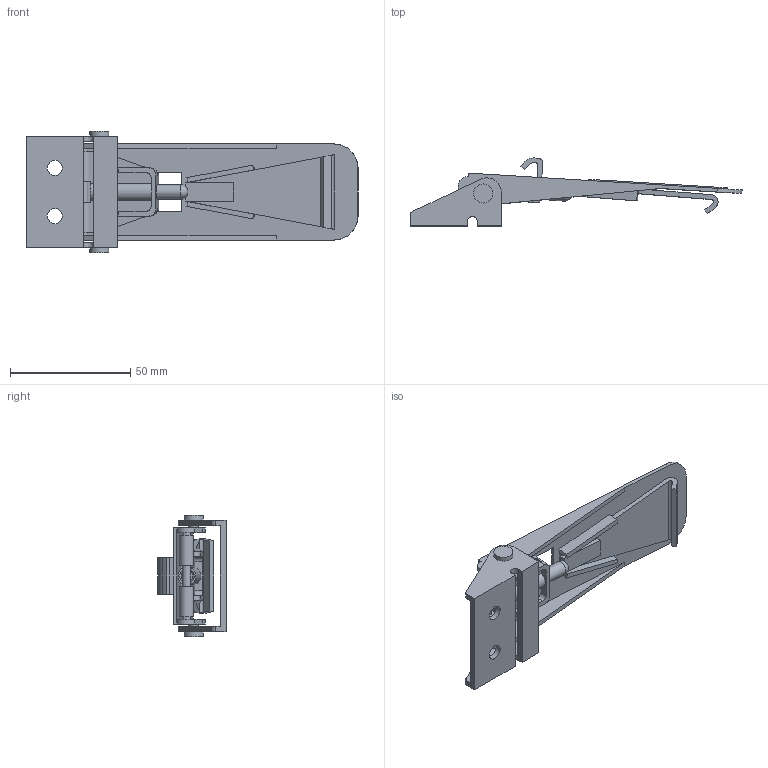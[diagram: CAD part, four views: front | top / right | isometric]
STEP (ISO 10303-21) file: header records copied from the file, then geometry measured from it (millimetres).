
FILE_DESCRIPTION( ( 'STEP AP214' ), '1' );
FILE_NAME( 'K0048.26313911.stp', '2019-05-29T14:16:55', ( '' ), ( '' ), ' ', 'PARTsolutions', ' ' );
FILE_SCHEMA( ( 'AUTOMOTIVE_DESIGN { 1 0 10303 214 1 1 1 1 }' ) );
Length unit declared in the file: millimetre
Products named in the file (7): K0048.26313911; _K0048.2631391_dummy_1; _B_griff; _2300LGGSNS; _K0048_verbindung_6; _K0048_spannhaken_6; _K0048_rast_1
Assembly tree (6 placements, depth 2):
  K0048.26313911
    _K0048.2631391_dummy_1
    _B_griff
    _2300LGGSNS
    _K0048_verbindung_6
    _K0048_spannhaken_6
    _K0048_rast_1
Bounding box: 138.25 x 28.34 x 50.5 mm (x, y, z)
Volume: 23460.1 mm3; surface area: 26550.3 mm2
Topology: 5 solids, 5 shells, 167 faces, 450 edges, 300 vertices
Faces by surface type: plane 112, cylinder 51, cone 3, sphere 1
Full cylindrical faces by diameter (mm): 3.5 x3, 4 x4, 4.917 x1, 6 x2, 6.3 x2, 8 x2
Entity records: 6561 total; most frequent: CARTESIAN_POINT 887, DIRECTION 885, ORIENTED_EDGE 844, EDGE_CURVE 422, LINE 307, VECTOR 307, VERTEX_POINT 290, AXIS2_PLACEMENT_3D 289
